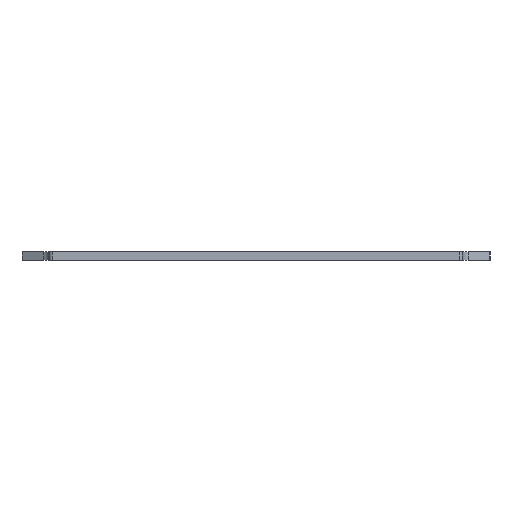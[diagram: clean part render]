
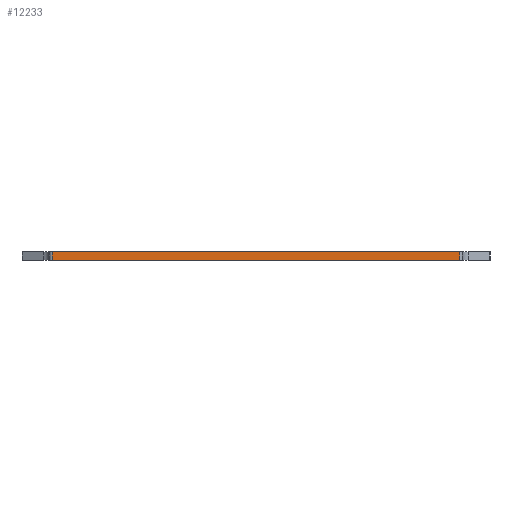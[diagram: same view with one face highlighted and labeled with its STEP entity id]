
A CAD part, left-side view. The second image highlights one B-rep face of the part: STEP entity #12233.
In plain terms, the highlighted planar face has unit normal (-1, 0, 0).
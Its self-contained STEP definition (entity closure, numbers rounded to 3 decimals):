
#83 = PLANE('',#84);
#84 = AXIS2_PLACEMENT_3D('',#85,#86,#87);
#85 = CARTESIAN_POINT('',(138.842,-163.687,1.6));
#86 = DIRECTION('',(0.,0.,-1.));
#87 = DIRECTION('',(-1.,0.,0.));
#137 = PLANE('',#138);
#138 = AXIS2_PLACEMENT_3D('',#139,#140,#141);
#139 = CARTESIAN_POINT('',(138.842,-163.687,0.));
#140 = DIRECTION('',(0.,0.,-1.));
#141 = DIRECTION('',(-1.,0.,0.));
#1128 = VERTEX_POINT('',#1129);
#1129 = CARTESIAN_POINT('',(16.002,-188.283,0.));
#1148 = CYLINDRICAL_SURFACE('',#1149,0.5);
#1149 = AXIS2_PLACEMENT_3D('',#1150,#1151,#1152);
#1150 = CARTESIAN_POINT('',(16.502,-188.283,0.));
#1151 = DIRECTION('',(0.,0.,-1.));
#1152 = DIRECTION('',(1.,0.,0.));
#1160 = EDGE_CURVE('',#1128,#1161,#1163,.T.);
#1161 = VERTEX_POINT('',#1162);
#1162 = CARTESIAN_POINT('',(16.002,-114.133,0.));
#1163 = SURFACE_CURVE('',#1164,(#1168,#1175),.PCURVE_S1.);
#1164 = LINE('',#1165,#1166);
#1165 = CARTESIAN_POINT('',(16.002,-188.283,0.));
#1166 = VECTOR('',#1167,1.);
#1167 = DIRECTION('',(0.,1.,0.));
#1168 = PCURVE('',#137,#1169);
#1169 = DEFINITIONAL_REPRESENTATION('',(#1170),#1174);
#1170 = LINE('',#1171,#1172);
#1171 = CARTESIAN_POINT('',(122.84,-24.596));
#1172 = VECTOR('',#1173,1.);
#1173 = DIRECTION('',(0.,1.));
#1174 = ( GEOMETRIC_REPRESENTATION_CONTEXT(2) 
PARAMETRIC_REPRESENTATION_CONTEXT() REPRESENTATION_CONTEXT('2D SPACE',''
  ) );
#1175 = PCURVE('',#1176,#1181);
#1176 = PLANE('',#1177);
#1177 = AXIS2_PLACEMENT_3D('',#1178,#1179,#1180);
#1178 = CARTESIAN_POINT('',(16.002,-188.283,0.));
#1179 = DIRECTION('',(-1.,0.,0.));
#1180 = DIRECTION('',(0.,1.,0.));
#1181 = DEFINITIONAL_REPRESENTATION('',(#1182),#1186);
#1182 = LINE('',#1183,#1184);
#1183 = CARTESIAN_POINT('',(0.,0.));
#1184 = VECTOR('',#1185,1.);
#1185 = DIRECTION('',(1.,0.));
#1186 = ( GEOMETRIC_REPRESENTATION_CONTEXT(2) 
PARAMETRIC_REPRESENTATION_CONTEXT() REPRESENTATION_CONTEXT('2D SPACE',''
  ) );
#1209 = CYLINDRICAL_SURFACE('',#1210,0.5);
#1210 = AXIS2_PLACEMENT_3D('',#1211,#1212,#1213);
#1211 = CARTESIAN_POINT('',(16.502,-114.133,0.));
#1212 = DIRECTION('',(0.,0.,-1.));
#1213 = DIRECTION('',(1.,0.,0.));
#6892 = VERTEX_POINT('',#6893);
#6893 = CARTESIAN_POINT('',(16.002,-188.283,1.6));
#6919 = EDGE_CURVE('',#6892,#6920,#6922,.T.);
#6920 = VERTEX_POINT('',#6921);
#6921 = CARTESIAN_POINT('',(16.002,-114.133,1.6));
#6922 = SURFACE_CURVE('',#6923,(#6927,#6934),.PCURVE_S1.);
#6923 = LINE('',#6924,#6925);
#6924 = CARTESIAN_POINT('',(16.002,-188.283,1.6));
#6925 = VECTOR('',#6926,1.);
#6926 = DIRECTION('',(0.,1.,0.));
#6927 = PCURVE('',#83,#6928);
#6928 = DEFINITIONAL_REPRESENTATION('',(#6929),#6933);
#6929 = LINE('',#6930,#6931);
#6930 = CARTESIAN_POINT('',(122.84,-24.596));
#6931 = VECTOR('',#6932,1.);
#6932 = DIRECTION('',(0.,1.));
#6933 = ( GEOMETRIC_REPRESENTATION_CONTEXT(2) 
PARAMETRIC_REPRESENTATION_CONTEXT() REPRESENTATION_CONTEXT('2D SPACE',''
  ) );
#6934 = PCURVE('',#1176,#6935);
#6935 = DEFINITIONAL_REPRESENTATION('',(#6936),#6940);
#6936 = LINE('',#6937,#6938);
#6937 = CARTESIAN_POINT('',(0.,-1.6));
#6938 = VECTOR('',#6939,1.);
#6939 = DIRECTION('',(1.,0.));
#6940 = ( GEOMETRIC_REPRESENTATION_CONTEXT(2) 
PARAMETRIC_REPRESENTATION_CONTEXT() REPRESENTATION_CONTEXT('2D SPACE',''
  ) );
#12185 = EDGE_CURVE('',#1161,#6920,#12186,.T.);
#12186 = SURFACE_CURVE('',#12187,(#12191,#12198),.PCURVE_S1.);
#12187 = LINE('',#12188,#12189);
#12188 = CARTESIAN_POINT('',(16.002,-114.133,0.));
#12189 = VECTOR('',#12190,1.);
#12190 = DIRECTION('',(0.,0.,1.));
#12191 = PCURVE('',#1209,#12192);
#12192 = DEFINITIONAL_REPRESENTATION('',(#12193),#12197);
#12193 = LINE('',#12194,#12195);
#12194 = CARTESIAN_POINT('',(-3.142,0.));
#12195 = VECTOR('',#12196,1.);
#12196 = DIRECTION('',(0.,-1.));
#12197 = ( GEOMETRIC_REPRESENTATION_CONTEXT(2) 
PARAMETRIC_REPRESENTATION_CONTEXT() REPRESENTATION_CONTEXT('2D SPACE',''
  ) );
#12198 = PCURVE('',#1176,#12199);
#12199 = DEFINITIONAL_REPRESENTATION('',(#12200),#12204);
#12200 = LINE('',#12201,#12202);
#12201 = CARTESIAN_POINT('',(74.15,0.));
#12202 = VECTOR('',#12203,1.);
#12203 = DIRECTION('',(0.,-1.));
#12204 = ( GEOMETRIC_REPRESENTATION_CONTEXT(2) 
PARAMETRIC_REPRESENTATION_CONTEXT() REPRESENTATION_CONTEXT('2D SPACE',''
  ) );
#12233 = ADVANCED_FACE('',(#12234),#1176,.T.);
#12234 = FACE_BOUND('',#12235,.T.);
#12235 = EDGE_LOOP('',(#12236,#12257,#12258,#12259));
#12236 = ORIENTED_EDGE('',*,*,#12237,.T.);
#12237 = EDGE_CURVE('',#1128,#6892,#12238,.T.);
#12238 = SURFACE_CURVE('',#12239,(#12243,#12250),.PCURVE_S1.);
#12239 = LINE('',#12240,#12241);
#12240 = CARTESIAN_POINT('',(16.002,-188.283,0.));
#12241 = VECTOR('',#12242,1.);
#12242 = DIRECTION('',(0.,0.,1.));
#12243 = PCURVE('',#1176,#12244);
#12244 = DEFINITIONAL_REPRESENTATION('',(#12245),#12249);
#12245 = LINE('',#12246,#12247);
#12246 = CARTESIAN_POINT('',(0.,0.));
#12247 = VECTOR('',#12248,1.);
#12248 = DIRECTION('',(0.,-1.));
#12249 = ( GEOMETRIC_REPRESENTATION_CONTEXT(2) 
PARAMETRIC_REPRESENTATION_CONTEXT() REPRESENTATION_CONTEXT('2D SPACE',''
  ) );
#12250 = PCURVE('',#1148,#12251);
#12251 = DEFINITIONAL_REPRESENTATION('',(#12252),#12256);
#12252 = LINE('',#12253,#12254);
#12253 = CARTESIAN_POINT('',(-3.142,0.));
#12254 = VECTOR('',#12255,1.);
#12255 = DIRECTION('',(0.,-1.));
#12256 = ( GEOMETRIC_REPRESENTATION_CONTEXT(2) 
PARAMETRIC_REPRESENTATION_CONTEXT() REPRESENTATION_CONTEXT('2D SPACE',''
  ) );
#12257 = ORIENTED_EDGE('',*,*,#6919,.T.);
#12258 = ORIENTED_EDGE('',*,*,#12185,.F.);
#12259 = ORIENTED_EDGE('',*,*,#1160,.F.);
